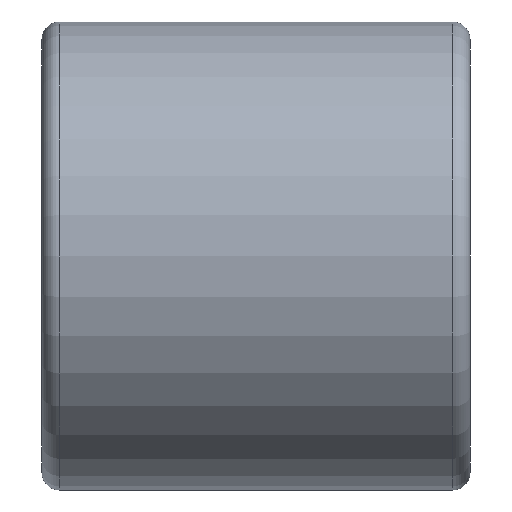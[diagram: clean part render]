
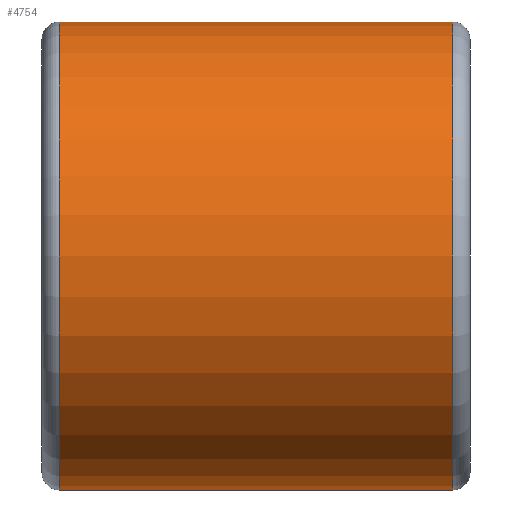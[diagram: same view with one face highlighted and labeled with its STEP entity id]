
A CAD part, front view. The second image highlights one B-rep face of the part: STEP entity #4754.
In plain terms, the highlighted cylindrical face has radius 41 mm (diameter 82 mm), a partial arc.
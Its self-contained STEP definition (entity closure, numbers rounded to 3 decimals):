
#6 = DIRECTION ( 'NONE',  ( 1., 0., 0. ) ) ;
#124 = VECTOR ( 'NONE', #4142, 1000. ) ;
#132 = VERTEX_POINT ( 'NONE', #4113 ) ;
#230 = EDGE_LOOP ( 'NONE', ( #3757, #2807, #2890, #389 ) ) ;
#281 = DIRECTION ( 'NONE',  ( 0., 0., 1. ) ) ;
#389 = ORIENTED_EDGE ( 'NONE', *, *, #2934, .T. ) ;
#533 = VECTOR ( 'NONE', #3687, 1000. ) ;
#551 = CARTESIAN_POINT ( 'NONE',  ( 72., 0., 41. ) ) ;
#704 = DIRECTION ( 'NONE',  ( 0., 0., 1. ) ) ;
#745 = AXIS2_PLACEMENT_3D ( 'NONE', #885, #869, #704 ) ;
#747 = EDGE_CURVE ( 'NONE', #4393, #3181, #853, .T. ) ;
#853 = CIRCLE ( 'NONE', #745, 41. ) ;
#869 = DIRECTION ( 'NONE',  ( -1., 0., 0. ) ) ;
#885 = CARTESIAN_POINT ( 'NONE',  ( 72., 0., 0. ) ) ;
#1189 = LINE ( 'NONE', #1402, #124 ) ;
#1333 = CARTESIAN_POINT ( 'NONE',  ( 0., 0., 41. ) ) ;
#1402 = CARTESIAN_POINT ( 'NONE',  ( 0., 0., -41. ) ) ;
#1453 = CARTESIAN_POINT ( 'NONE',  ( 3., 0., 41. ) ) ;
#2156 = EDGE_CURVE ( 'NONE', #4393, #132, #1189, .T. ) ;
#2219 = FACE_OUTER_BOUND ( 'NONE', #230, .T. ) ;
#2354 = VERTEX_POINT ( 'NONE', #1453 ) ;
#2408 = CARTESIAN_POINT ( 'NONE',  ( 3., 0., 0. ) ) ;
#2465 = AXIS2_PLACEMENT_3D ( 'NONE', #3041, #2644, #281 ) ;
#2644 = DIRECTION ( 'NONE',  ( -1., 0., 0. ) ) ;
#2750 = CYLINDRICAL_SURFACE ( 'NONE', #2465, 41. ) ;
#2795 = DIRECTION ( 'NONE',  ( 0., 0., -1. ) ) ;
#2807 = ORIENTED_EDGE ( 'NONE', *, *, #747, .T. ) ;
#2890 = ORIENTED_EDGE ( 'NONE', *, *, #3162, .T. ) ;
#2934 = EDGE_CURVE ( 'NONE', #2354, #132, #4128, .T. ) ;
#3041 = CARTESIAN_POINT ( 'NONE',  ( 0., 0., 0. ) ) ;
#3162 = EDGE_CURVE ( 'NONE', #3181, #2354, #4735, .T. ) ;
#3181 = VERTEX_POINT ( 'NONE', #551 ) ;
#3687 = DIRECTION ( 'NONE',  ( -1., 0., 0. ) ) ;
#3757 = ORIENTED_EDGE ( 'NONE', *, *, #2156, .F. ) ;
#4113 = CARTESIAN_POINT ( 'NONE',  ( 3., 0., -41. ) ) ;
#4128 = CIRCLE ( 'NONE', #5048, 41. ) ;
#4142 = DIRECTION ( 'NONE',  ( -1., 0., 0. ) ) ;
#4393 = VERTEX_POINT ( 'NONE', #4472 ) ;
#4472 = CARTESIAN_POINT ( 'NONE',  ( 72., 0., -41. ) ) ;
#4735 = LINE ( 'NONE', #1333, #533 ) ;
#4754 = ADVANCED_FACE ( 'NONE', ( #2219 ), #2750, .T. ) ;
#5048 = AXIS2_PLACEMENT_3D ( 'NONE', #2408, #6, #2795 ) ;
